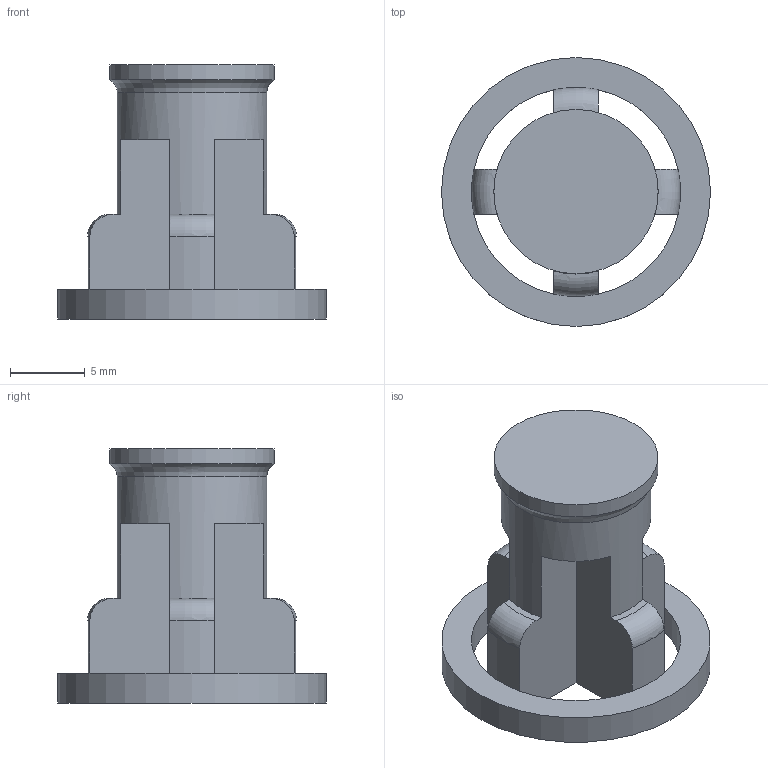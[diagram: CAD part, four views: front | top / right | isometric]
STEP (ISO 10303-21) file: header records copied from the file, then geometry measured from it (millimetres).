
FILE_DESCRIPTION(/* description */ (''),/* implementation_level */ '2;1');
FILE_NAME(/* name */ 'Container_Blocker_Green.step',/* time_stamp */ '2024-01-19T11:35:02+01:00',/* author */ (''),/* organization */ (''),/* preprocessor_version */ 'ST-DEVELOPER v20',/* originating_system */ 'Autodesk Translation Framework v12.14.0.127',/* authorisation */ '');
FILE_SCHEMA (('AUTOMOTIVE_DESIGN { 1 0 10303 214 3 1 1 }'));
Length unit declared in the file: millimetre
Products named in the file (1): FusionComponent
Bounding box: 18 x 18 x 17 mm (x, y, z)
Volume: 1379.4 mm3; surface area: 1306.4 mm2
Topology: 1 solids, 1 shells, 35 faces, 100 edges, 64 vertices
Faces by surface type: plane 19, cylinder 11, torus 5
Full cylindrical faces by diameter (mm): 10 x1, 11 x1, 18 x1
Entity records: 1259 total; most frequent: CARTESIAN_POINT 272, DIRECTION 201, ORIENTED_EDGE 200, EDGE_CURVE 100, AXIS2_PLACEMENT_3D 73, VERTEX_POINT 64, LINE 55, VECTOR 55
